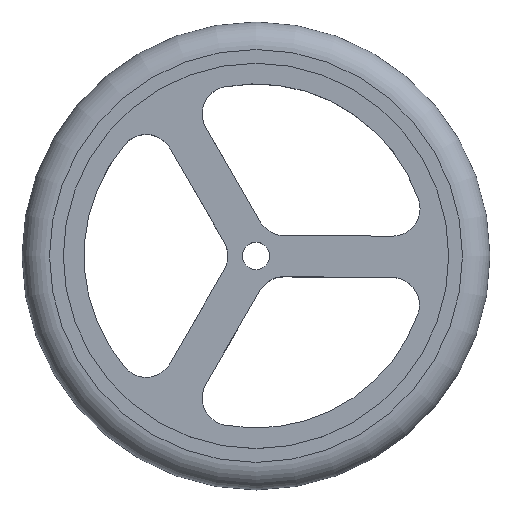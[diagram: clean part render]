
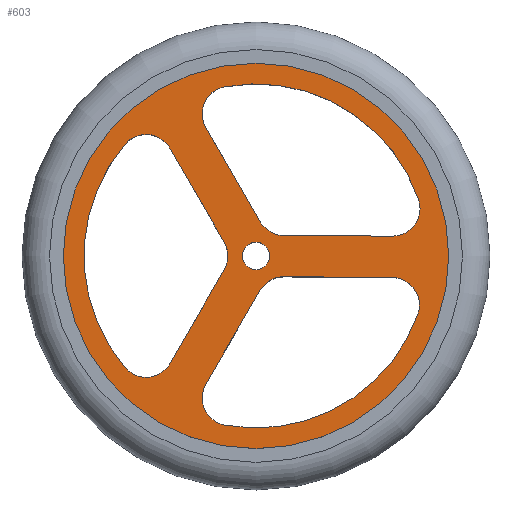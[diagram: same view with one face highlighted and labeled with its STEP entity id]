
A CAD part, top view. The second image highlights one B-rep face of the part: STEP entity #603.
In plain terms, the highlighted planar face has unit normal (0, 0, 1).
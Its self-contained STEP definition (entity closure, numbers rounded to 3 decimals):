
#32=FACE_BOUND('',#169,.T.);
#33=FACE_BOUND('',#170,.T.);
#34=FACE_BOUND('',#171,.T.);
#35=FACE_BOUND('',#172,.T.);
#37=CIRCLE('',#609,2.);
#39=CIRCLE('',#613,2.);
#41=CIRCLE('',#616,12.5);
#43=CIRCLE('',#619,2.);
#45=CIRCLE('',#622,2.);
#47=CIRCLE('',#626,2.);
#49=CIRCLE('',#629,12.5);
#51=CIRCLE('',#632,2.);
#53=CIRCLE('',#637,2.);
#55=CIRCLE('',#641,12.5);
#57=CIRCLE('',#644,2.);
#59=CIRCLE('',#647,2.);
#74=CIRCLE('',#673,14.);
#75=CIRCLE('',#676,1.);
#126=FACE_OUTER_BOUND('',#168,.T.);
#168=EDGE_LOOP('',(#541));
#169=EDGE_LOOP('',(#542,#543,#544,#545,#546,#547));
#170=EDGE_LOOP('',(#548,#549,#550,#551,#552,#553));
#171=EDGE_LOOP('',(#554,#555,#556,#557,#558,#559));
#172=EDGE_LOOP('',(#560));
#175=LINE('',#874,#217);
#181=LINE('',#890,#223);
#190=LINE('',#924,#232);
#200=LINE('',#954,#242);
#203=LINE('',#962,#245);
#209=LINE('',#978,#251);
#217=VECTOR('',#684,7.879);
#223=VECTOR('',#698,7.879);
#232=VECTOR('',#733,7.864);
#242=VECTOR('',#763,7.864);
#245=VECTOR('',#768,7.893);
#251=VECTOR('',#782,7.893);
#259=VERTEX_POINT('',#871);
#260=VERTEX_POINT('',#873);
#264=VERTEX_POINT('',#883);
#266=VERTEX_POINT('',#889);
#270=VERTEX_POINT('',#899);
#272=VERTEX_POINT('',#905);
#275=VERTEX_POINT('',#915);
#276=VERTEX_POINT('',#917);
#278=VERTEX_POINT('',#923);
#282=VERTEX_POINT('',#933);
#284=VERTEX_POINT('',#939);
#286=VERTEX_POINT('',#945);
#291=VERTEX_POINT('',#959);
#292=VERTEX_POINT('',#961);
#296=VERTEX_POINT('',#971);
#298=VERTEX_POINT('',#977);
#303=VERTEX_POINT('',#988);
#304=VERTEX_POINT('',#990);
#313=VERTEX_POINT('',#1032);
#314=VERTEX_POINT('',#1036);
#317=EDGE_CURVE('',#260,#259,#175,.T.);
#322=EDGE_CURVE('',#264,#260,#37,.T.);
#325=EDGE_CURVE('',#266,#264,#181,.T.);
#330=EDGE_CURVE('',#270,#266,#39,.T.);
#333=EDGE_CURVE('',#272,#270,#41,.T.);
#336=EDGE_CURVE('',#259,#272,#43,.T.);
#339=EDGE_CURVE('',#276,#275,#45,.T.);
#342=EDGE_CURVE('',#278,#276,#190,.T.);
#347=EDGE_CURVE('',#282,#278,#47,.T.);
#350=EDGE_CURVE('',#284,#282,#49,.T.);
#353=EDGE_CURVE('',#286,#284,#51,.T.);
#358=EDGE_CURVE('',#275,#286,#200,.T.);
#361=EDGE_CURVE('',#292,#291,#203,.T.);
#366=EDGE_CURVE('',#296,#292,#53,.T.);
#369=EDGE_CURVE('',#298,#296,#209,.T.);
#375=EDGE_CURVE('',#304,#303,#55,.T.);
#378=EDGE_CURVE('',#291,#304,#57,.T.);
#380=EDGE_CURVE('',#303,#298,#59,.T.);
#395=EDGE_CURVE('',#313,#313,#74,.T.);
#396=EDGE_CURVE('',#314,#314,#75,.T.);
#541=ORIENTED_EDGE('',*,*,#395,.T.);
#542=ORIENTED_EDGE('',*,*,#317,.T.);
#543=ORIENTED_EDGE('',*,*,#336,.T.);
#544=ORIENTED_EDGE('',*,*,#333,.T.);
#545=ORIENTED_EDGE('',*,*,#330,.T.);
#546=ORIENTED_EDGE('',*,*,#325,.T.);
#547=ORIENTED_EDGE('',*,*,#322,.T.);
#548=ORIENTED_EDGE('',*,*,#347,.T.);
#549=ORIENTED_EDGE('',*,*,#342,.T.);
#550=ORIENTED_EDGE('',*,*,#339,.T.);
#551=ORIENTED_EDGE('',*,*,#358,.T.);
#552=ORIENTED_EDGE('',*,*,#353,.T.);
#553=ORIENTED_EDGE('',*,*,#350,.T.);
#554=ORIENTED_EDGE('',*,*,#375,.T.);
#555=ORIENTED_EDGE('',*,*,#380,.T.);
#556=ORIENTED_EDGE('',*,*,#369,.T.);
#557=ORIENTED_EDGE('',*,*,#366,.T.);
#558=ORIENTED_EDGE('',*,*,#361,.T.);
#559=ORIENTED_EDGE('',*,*,#378,.T.);
#560=ORIENTED_EDGE('',*,*,#396,.T.);
#571=PLANE('',#677);
#603=ADVANCED_FACE('',(#126,#32,#33,#34,#35),#571,.T.);
#609=AXIS2_PLACEMENT_3D('',#884,#692,#693);
#613=AXIS2_PLACEMENT_3D('',#900,#706,#707);
#616=AXIS2_PLACEMENT_3D('',#906,#713,#714);
#619=AXIS2_PLACEMENT_3D('',#910,#720,#721);
#622=AXIS2_PLACEMENT_3D('',#918,#727,#728);
#626=AXIS2_PLACEMENT_3D('',#934,#741,#742);
#629=AXIS2_PLACEMENT_3D('',#940,#748,#749);
#632=AXIS2_PLACEMENT_3D('',#946,#755,#756);
#637=AXIS2_PLACEMENT_3D('',#972,#776,#777);
#641=AXIS2_PLACEMENT_3D('',#991,#791,#792);
#644=AXIS2_PLACEMENT_3D('',#995,#798,#799);
#647=AXIS2_PLACEMENT_3D('',#998,#804,#805);
#673=AXIS2_PLACEMENT_3D('',#1033,#856,#857);
#676=AXIS2_PLACEMENT_3D('',#1037,#862,#863);
#677=AXIS2_PLACEMENT_3D('',#1038,#864,#865);
#684=DIRECTION('',(-0.5,-0.866,0.));
#692=DIRECTION('center_axis',(0.,0.,-1.));
#693=DIRECTION('ref_axis',(-0.866,0.5,0.));
#698=DIRECTION('',(0.5,-0.866,0.));
#706=DIRECTION('center_axis',(0.,0.,-1.));
#707=DIRECTION('ref_axis',(-0.866,-0.5,0.));
#713=DIRECTION('center_axis',(0.,0.,-1.));
#714=DIRECTION('ref_axis',(0.76,-0.65,0.));
#720=DIRECTION('center_axis',(0.,0.,-1.));
#721=DIRECTION('ref_axis',(0.76,0.65,0.));
#727=DIRECTION('center_axis',(0.,0.,-1.));
#728=DIRECTION('ref_axis',(0.006,1.,0.));
#733=DIRECTION('',(0.5,0.866,0.));
#741=DIRECTION('center_axis',(0.,0.,-1.));
#742=DIRECTION('ref_axis',(-0.866,0.5,0.));
#748=DIRECTION('center_axis',(0.,0.,-1.));
#749=DIRECTION('ref_axis',(-0.183,-0.983,0.));
#755=DIRECTION('center_axis',(0.,0.,-1.));
#756=DIRECTION('ref_axis',(0.941,-0.339,0.));
#763=DIRECTION('',(1.,-0.006,0.));
#768=DIRECTION('',(-0.5,0.866,0.));
#776=DIRECTION('center_axis',(0.,0.,-1.));
#777=DIRECTION('ref_axis',(-0.866,-0.5,0.));
#782=DIRECTION('',(-1.,0.006,0.));
#791=DIRECTION('center_axis',(0.,0.,-1.));
#792=DIRECTION('ref_axis',(0.945,0.327,0.));
#798=DIRECTION('center_axis',(0.,0.,-1.));
#799=DIRECTION('ref_axis',(-0.183,0.983,0.));
#804=DIRECTION('center_axis',(0.,0.,-1.));
#805=DIRECTION('ref_axis',(-0.006,-1.,0.));
#856=DIRECTION('center_axis',(0.,0.,1.));
#857=DIRECTION('ref_axis',(-1.,0.,0.));
#862=DIRECTION('center_axis',(0.,0.,-1.));
#863=DIRECTION('ref_axis',(-1.,0.,0.));
#864=DIRECTION('center_axis',(0.,0.,1.));
#865=DIRECTION('ref_axis',(1.,0.,0.));
#871=CARTESIAN_POINT('',(-6.249,-7.823,8.62));
#873=CARTESIAN_POINT('',(-2.309,-1.,8.62));
#874=CARTESIAN_POINT('',(-1.804,-0.125,8.62));
#883=CARTESIAN_POINT('',(-2.309,1.,8.62));
#884=CARTESIAN_POINT('Origin',(-4.041,0.,
8.62));
#889=CARTESIAN_POINT('',(-6.249,7.823,8.62));
#890=CARTESIAN_POINT('',(-3.774,3.537,8.62));
#899=CARTESIAN_POINT('',(-9.501,8.123,8.62));
#900=CARTESIAN_POINT('Origin',(-7.981,6.823,8.62));
#905=CARTESIAN_POINT('',(-9.501,-8.123,8.62));
#906=CARTESIAN_POINT('Origin',(0.,0.,8.62));
#910=CARTESIAN_POINT('Origin',(-7.981,-6.823,8.62));
#915=CARTESIAN_POINT('',(2.026,-1.513,8.62));
#917=CARTESIAN_POINT('',(0.281,-2.513,8.62));
#918=CARTESIAN_POINT('Origin',(2.013,-3.513,8.62));
#923=CARTESIAN_POINT('',(-3.651,-9.323,8.62));
#924=CARTESIAN_POINT('',(-1.176,-5.037,8.62));
#933=CARTESIAN_POINT('',(-2.284,-12.29,8.62));
#934=CARTESIAN_POINT('Origin',(-1.919,-10.323,8.62));
#939=CARTESIAN_POINT('',(11.759,-4.241,8.62));
#940=CARTESIAN_POINT('Origin',(0.,0.,8.62));
#945=CARTESIAN_POINT('',(9.89,-1.563,8.62));
#946=CARTESIAN_POINT('Origin',(9.877,-3.562,8.62));
#954=CARTESIAN_POINT('',(1.008,-1.506,8.62));
#959=CARTESIAN_POINT('',(-3.651,9.323,8.62));
#961=CARTESIAN_POINT('',(0.296,2.487,8.62));
#962=CARTESIAN_POINT('',(0.798,1.619,8.62));
#971=CARTESIAN_POINT('',(2.015,1.487,8.62));
#972=CARTESIAN_POINT('Origin',(2.028,3.487,8.62));
#977=CARTESIAN_POINT('',(9.909,1.437,8.62));
#978=CARTESIAN_POINT('',(4.959,1.469,8.62));
#988=CARTESIAN_POINT('',(11.811,4.092,8.62));
#990=CARTESIAN_POINT('',(-2.284,12.29,8.62));
#991=CARTESIAN_POINT('Origin',(0.,0.,8.62));
#995=CARTESIAN_POINT('Origin',(-1.919,10.323,8.62));
#998=CARTESIAN_POINT('Origin',(9.921,3.437,8.62));
#1032=CARTESIAN_POINT('',(14.,0.,8.62));
#1033=CARTESIAN_POINT('Origin',(0.,0.,8.62));
#1036=CARTESIAN_POINT('',(1.,0.,8.62));
#1037=CARTESIAN_POINT('Origin',(0.,0.,
8.62));
#1038=CARTESIAN_POINT('Origin',(0.,0.,
8.62));
